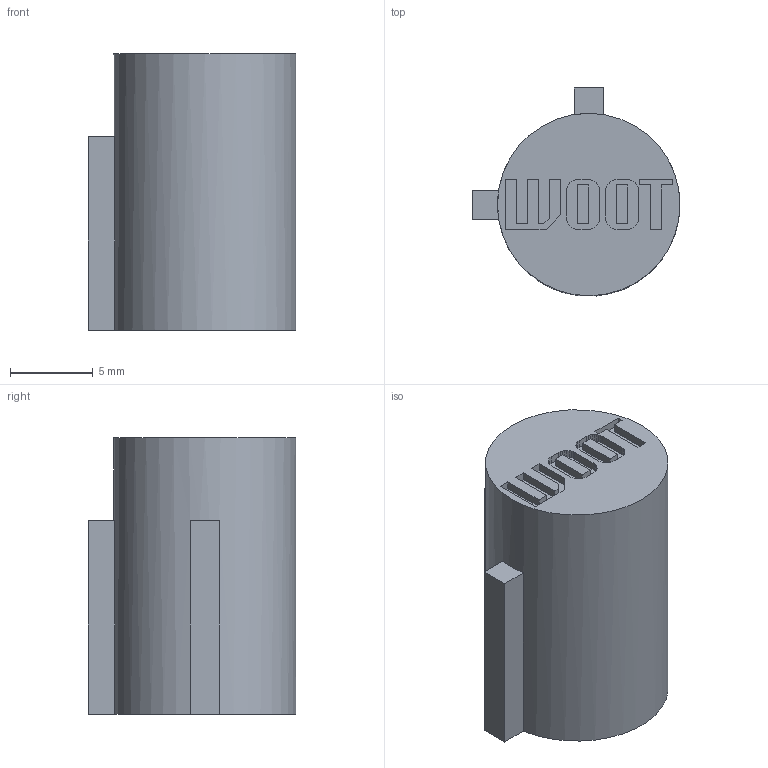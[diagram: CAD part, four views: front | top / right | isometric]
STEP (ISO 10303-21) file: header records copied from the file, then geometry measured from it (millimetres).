
FILE_DESCRIPTION(/* description */ ('STEP AP242','CAx-IF Rec.Pracs.---Representation and Presentation of Product Manufacturing Information (PMI)---4.0---2014-10-13','CAx-IF Rec.Pracs.---3D Tessellated Geometry---0.4---2014-09-14','2;1','CAx-IF Rec.Pracs.---User Defined Attributes---1.5---2016-08-15'),/* implementation_level */ '2;1');
FILE_NAME(/* name */ '6917fa6cdff9c71410655dee',/* time_stamp */ '2025-11-15T03:58:36Z',/* author */ (''),/* organization */ (''),/* preprocessor_version */ 'ST-DEVELOPER v20',/* originating_system */ 'ONSHAPE BY PTC INC, 1.206',/* authorisation */ ' ');
FILE_SCHEMA (('AP242_MANAGED_MODEL_BASED_3D_ENGINEERING_MIM_LF { 1 0 10303 442 1 1 4 }'));
Length unit declared in the file: metre
Products named in the file (1): Button
Bounding box: 12.54 x 12.54 x 16.68 mm (x, y, z)
Volume: 1640.7 mm3; surface area: 883.4 mm2
Topology: 1 solids, 1 shells, 119 faces, 333 edges, 222 vertices
Faces by surface type: plane 118, cylinder 1
Full cylindrical faces by diameter (mm): 11 x1
Entity records: 3760 total; most frequent: CARTESIAN_POINT 672, ORIENTED_EDGE 662, DIRECTION 576, EDGE_CURVE 331, LINE 326, VECTOR 326, VERTEX_POINT 221, EDGE_LOOP 126
